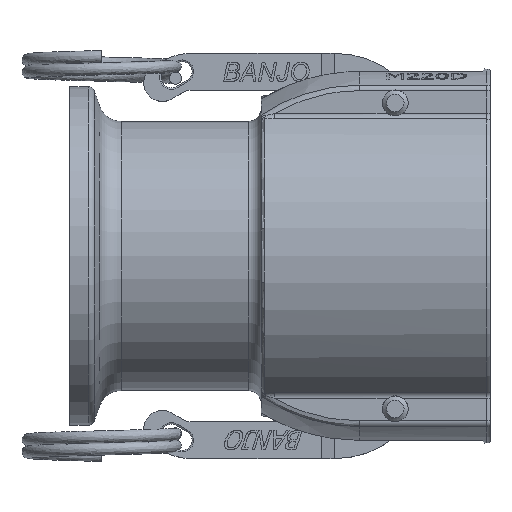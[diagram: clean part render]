
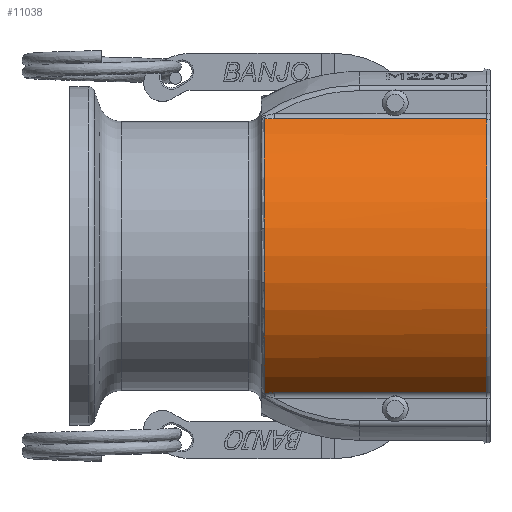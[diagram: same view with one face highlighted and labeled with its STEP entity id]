
A CAD part, top view. The second image highlights one B-rep face of the part: STEP entity #11038.
In plain terms, the highlighted cylindrical face has radius 39.37 mm (diameter 78.74 mm), a partial arc.
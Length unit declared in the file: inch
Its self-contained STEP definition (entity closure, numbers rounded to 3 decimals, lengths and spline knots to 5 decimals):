
#651=LINE($,#14607,#1474);
#680=LINE($,#14946,#1503);
#1474=VECTOR($,#12376,2.05465);
#1503=VECTOR($,#12615,2.05465);
#2418=B_SPLINE_CURVE_WITH_KNOTS($,3,(#14948,#14949,#14950,#14951),
 .UNSPECIFIED.,.F.,.F.,(4,4),(-0.24744,0.),.UNSPECIFIED.);
#2419=B_SPLINE_CURVE_WITH_KNOTS($,3,(#14954,#14955,#14956,#14957),
 .UNSPECIFIED.,.F.,.F.,(4,4),(-0.24744,0.),.UNSPECIFIED.);
#3080=FACE_OUTER_BOUND($,#3724,.T.);
#3724=EDGE_LOOP($,(#7699,#7700,#7701,#7702,#7703,#7704));
#4434=CIRCLE($,#11723,1.55);
#4466=CIRCLE($,#11782,1.55);
#4652=VERTEX_POINT($,#14604);
#4653=VERTEX_POINT($,#14606);
#4692=VERTEX_POINT($,#14707);
#4734=VERTEX_POINT($,#14945);
#4735=VERTEX_POINT($,#14947);
#4736=VERTEX_POINT($,#14952);
#5797=EDGE_CURVE($,#4652,#4653,#651,.T.);
#5847=EDGE_CURVE($,#4692,#4652,#4434,.T.);
#5908=EDGE_CURVE($,#4734,#4692,#680,.T.);
#5909=EDGE_CURVE($,#4735,#4734,#2418,.T.);
#5910=EDGE_CURVE($,#4735,#4736,#4466,.T.);
#5911=EDGE_CURVE($,#4653,#4736,#2419,.T.);
#7699=ORIENTED_EDGE($,*,*,#5847,.F.);
#7700=ORIENTED_EDGE($,*,*,#5908,.F.);
#7701=ORIENTED_EDGE($,*,*,#5909,.F.);
#7702=ORIENTED_EDGE($,*,*,#5910,.T.);
#7703=ORIENTED_EDGE($,*,*,#5911,.F.);
#7704=ORIENTED_EDGE($,*,*,#5797,.F.);
#10926=CYLINDRICAL_SURFACE($,#11781,1.55);
#11038=ADVANCED_FACE($,(#3080),#10926,.T.);
#11723=AXIS2_PLACEMENT_3D($,#14709,#12485,#12486);
#11781=AXIS2_PLACEMENT_3D($,#14944,#12613,#12614);
#11782=AXIS2_PLACEMENT_3D($,#14953,#12616,#12617);
#12376=DIRECTION($,(-1.,0.,0.));
#12485=DIRECTION('center_axis',(1.,0.,0.));
#12486=DIRECTION('ref_axis',(0.,0.,1.));
#12613=DIRECTION('center_axis',(1.,0.,0.));
#12614=DIRECTION('ref_axis',(0.,1.,0.));
#12615=DIRECTION($,(1.,0.,0.));
#12616=DIRECTION('center_axis',(1.,0.,0.));
#12617=DIRECTION('ref_axis',(0.,1.,0.));
#14604=CARTESIAN_POINT('',(2.18,-1.32231,0.8087));
#14606=CARTESIAN_POINT('',(0.12535,-1.32231,0.8087));
#14607=CARTESIAN_POINT($,(1.12,-1.32231,0.8087));
#14707=CARTESIAN_POINT('',(2.18,1.32231,0.8087));
#14709=CARTESIAN_POINT('Origin',(2.18,0.,0.));
#14944=CARTESIAN_POINT('Origin',(1.12,0.,0.));
#14945=CARTESIAN_POINT('',(0.12535,1.32231,0.8087));
#14946=CARTESIAN_POINT($,(1.12,1.32231,0.8087));
#14947=CARTESIAN_POINT('',(0.03,1.33078,0.79468));
#14948=CARTESIAN_POINT('Ctrl Pts',(0.03,1.33078,
0.79468));
#14949=CARTESIAN_POINT('Ctrl Pts',(0.05938,1.32395,0.80612));
#14950=CARTESIAN_POINT('Ctrl Pts',(0.09288,1.32231,
0.8087));
#14951=CARTESIAN_POINT('Ctrl Pts',(0.12535,1.32231,0.8087));
#14952=CARTESIAN_POINT('',(0.03,-1.33078,0.79468));
#14953=CARTESIAN_POINT('Origin',(0.03,0.,0.));
#14954=CARTESIAN_POINT('Ctrl Pts',(0.12535,-1.32231,
0.8087));
#14955=CARTESIAN_POINT('Ctrl Pts',(0.09288,-1.32231,
0.8087));
#14956=CARTESIAN_POINT('Ctrl Pts',(0.05938,-1.32395,
0.80612));
#14957=CARTESIAN_POINT('Ctrl Pts',(0.03,-1.33078,
0.79468));
